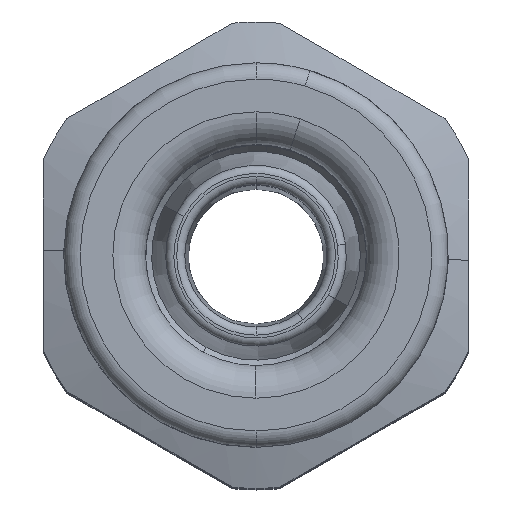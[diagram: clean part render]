
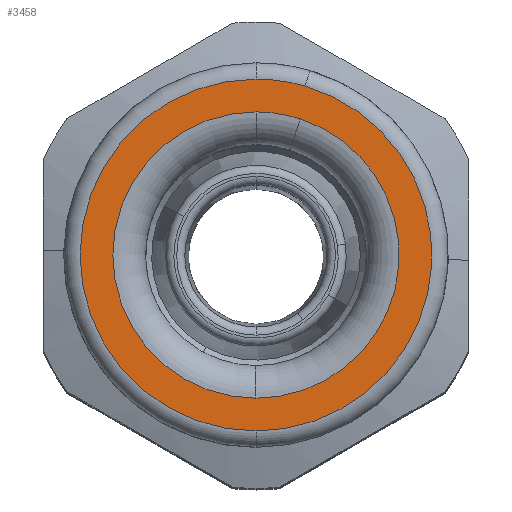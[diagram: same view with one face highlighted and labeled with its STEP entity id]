
A CAD part, top view. The second image highlights one B-rep face of the part: STEP entity #3458.
In plain terms, the highlighted planar face has unit normal (0, 0, 1).
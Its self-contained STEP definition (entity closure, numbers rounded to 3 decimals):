
#3323=AXIS2_PLACEMENT_3D('Circle Axis2P3D',#3321,#3322,$) ;
#3340=AXIS2_PLACEMENT_3D('Circle Axis2P3D',#3338,#3339,$) ;
#3364=AXIS2_PLACEMENT_3D('Circle Axis2P3D',#3362,#3363,$) ;
#3425=AXIS2_PLACEMENT_3D('Plane Axis2P3D',#3422,#3423,#3424) ;
#3434=AXIS2_PLACEMENT_3D('Circle Axis2P3D',#3432,#3433,$) ;
#3443=AXIS2_PLACEMENT_3D('Circle Axis2P3D',#3441,#3442,$) ;
#3450=AXIS2_PLACEMENT_3D('Circle Axis2P3D',#3448,#3449,$) ;
#3311=CARTESIAN_POINT('Vertex',(16.,24.573,81.9)) ;
#3318=CARTESIAN_POINT('Vertex',(13.,25.,81.9)) ;
#3321=CARTESIAN_POINT('Axis2P3D Location',(13.,14.25,81.9)) ;
#3338=CARTESIAN_POINT('Axis2P3D Location',(13.,14.25,81.9)) ;
#3342=CARTESIAN_POINT('Vertex',(13.,3.5,81.9)) ;
#3362=CARTESIAN_POINT('Axis2P3D Location',(13.,14.25,81.9)) ;
#3422=CARTESIAN_POINT('Axis2P3D Location',(13.,14.25,81.9)) ;
#3432=CARTESIAN_POINT('Axis2P3D Location',(13.,14.25,81.9)) ;
#3436=CARTESIAN_POINT('Vertex',(15.704,22.572,81.9)) ;
#3438=CARTESIAN_POINT('Vertex',(13.,23.,81.9)) ;
#3441=CARTESIAN_POINT('Axis2P3D Location',(13.,14.25,81.9)) ;
#3445=CARTESIAN_POINT('Vertex',(13.,5.5,81.9)) ;
#3448=CARTESIAN_POINT('Axis2P3D Location',(13.,14.25,81.9)) ;
#3322=DIRECTION('Axis2P3D Direction',(0.,0.,1.)) ;
#3339=DIRECTION('Axis2P3D Direction',(0.,0.,1.)) ;
#3363=DIRECTION('Axis2P3D Direction',(0.,0.,1.)) ;
#3423=DIRECTION('Axis2P3D Direction',(0.,0.,1.)) ;
#3424=DIRECTION('Axis2P3D XDirection',(0.,1.,0.)) ;
#3433=DIRECTION('Axis2P3D Direction',(0.,0.,1.)) ;
#3442=DIRECTION('Axis2P3D Direction',(0.,0.,1.)) ;
#3449=DIRECTION('Axis2P3D Direction',(0.,0.,1.)) ;
#3428=ORIENTED_EDGE('',*,*,#3366,.T.) ;
#3429=ORIENTED_EDGE('',*,*,#3344,.T.) ;
#3430=ORIENTED_EDGE('',*,*,#3325,.T.) ;
#3454=ORIENTED_EDGE('',*,*,#3440,.F.) ;
#3455=ORIENTED_EDGE('',*,*,#3447,.F.) ;
#3456=ORIENTED_EDGE('',*,*,#3452,.F.) ;
#3457=FACE_BOUND('',#3453,.T.) ;
#3458=ADVANCED_FACE('PartBody',(#3431,#3457),#3426,.T.) ;
#3324=CIRCLE('generated circle',#3323,10.75) ;
#3341=CIRCLE('generated circle',#3340,10.75) ;
#3365=CIRCLE('generated circle',#3364,10.75) ;
#3435=CIRCLE('generated circle',#3434,8.75) ;
#3444=CIRCLE('generated circle',#3443,8.75) ;
#3451=CIRCLE('generated circle',#3450,8.75) ;
#3325=EDGE_CURVE('',#3312,#3319,#3324,.T.) ;
#3344=EDGE_CURVE('',#3343,#3312,#3341,.T.) ;
#3366=EDGE_CURVE('',#3319,#3343,#3365,.T.) ;
#3440=EDGE_CURVE('',#3437,#3439,#3435,.T.) ;
#3447=EDGE_CURVE('',#3446,#3437,#3444,.T.) ;
#3452=EDGE_CURVE('',#3439,#3446,#3451,.T.) ;
#3427=EDGE_LOOP('',(#3428,#3429,#3430)) ;
#3453=EDGE_LOOP('',(#3454,#3455,#3456)) ;
#3431=FACE_OUTER_BOUND('',#3427,.T.) ;
#3426=PLANE('',#3425) ;
#3312=VERTEX_POINT('',#3311) ;
#3319=VERTEX_POINT('',#3318) ;
#3343=VERTEX_POINT('',#3342) ;
#3437=VERTEX_POINT('',#3436) ;
#3439=VERTEX_POINT('',#3438) ;
#3446=VERTEX_POINT('',#3445) ;
